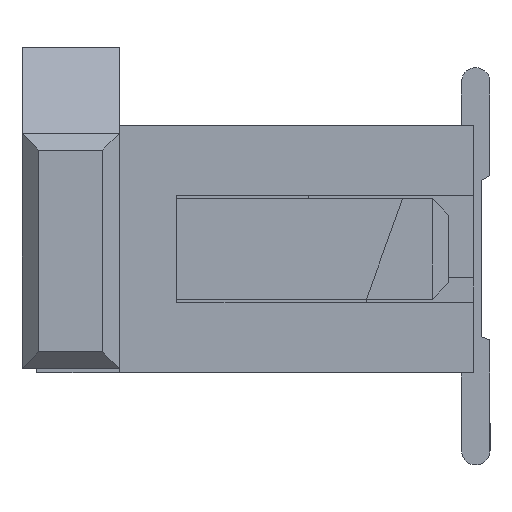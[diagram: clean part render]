
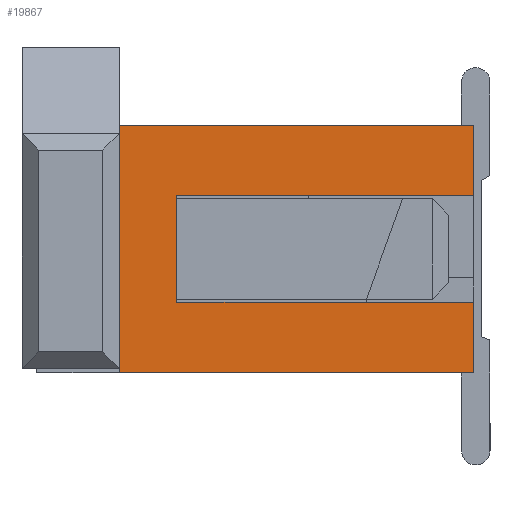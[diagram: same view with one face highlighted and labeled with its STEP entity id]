
A CAD part, left-side view. The second image highlights one B-rep face of the part: STEP entity #19867.
In plain terms, the highlighted planar face has unit normal (-1, 0, 0).
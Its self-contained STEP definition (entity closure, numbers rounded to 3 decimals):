
#473=PLANE('',#21123);
#1417=FACE_OUTER_BOUND('',#2395,.T.);
#2395=EDGE_LOOP('',(#16435,#16436,#16437,#16438,#16439,#16440,#16441,#16442));
#4185=LINE('',#30057,#6819);
#4197=LINE('',#30082,#6831);
#4200=LINE('',#30087,#6834);
#4206=LINE('',#30099,#6840);
#4207=LINE('',#30101,#6841);
#4208=LINE('',#30102,#6842);
#4209=LINE('',#30104,#6843);
#4210=LINE('',#30105,#6844);
#6819=VECTOR('',#24545,1000.);
#6831=VECTOR('',#24563,1000.);
#6834=VECTOR('',#24566,1000.);
#6840=VECTOR('',#24574,1000.);
#6841=VECTOR('',#24575,1000.);
#6842=VECTOR('',#24576,1000.);
#6843=VECTOR('',#24577,1000.);
#6844=VECTOR('',#24578,1000.);
#9493=VERTEX_POINT('',#30054);
#9494=VERTEX_POINT('',#30056);
#9503=VERTEX_POINT('',#30080);
#9504=VERTEX_POINT('',#30081);
#9506=VERTEX_POINT('',#30086);
#9511=VERTEX_POINT('',#30098);
#9512=VERTEX_POINT('',#30100);
#9513=VERTEX_POINT('',#30103);
#11939=EDGE_CURVE('',#9493,#9494,#4185,.T.);
#11951=EDGE_CURVE('',#9503,#9504,#4197,.T.);
#11954=EDGE_CURVE('',#9494,#9506,#4200,.T.);
#11960=EDGE_CURVE('',#9503,#9511,#4206,.T.);
#11961=EDGE_CURVE('',#9511,#9512,#4207,.T.);
#11962=EDGE_CURVE('',#9512,#9506,#4208,.T.);
#11963=EDGE_CURVE('',#9493,#9513,#4209,.T.);
#11964=EDGE_CURVE('',#9513,#9504,#4210,.T.);
#16435=ORIENTED_EDGE('',*,*,#11951,.F.);
#16436=ORIENTED_EDGE('',*,*,#11960,.T.);
#16437=ORIENTED_EDGE('',*,*,#11961,.T.);
#16438=ORIENTED_EDGE('',*,*,#11962,.T.);
#16439=ORIENTED_EDGE('',*,*,#11954,.F.);
#16440=ORIENTED_EDGE('',*,*,#11939,.F.);
#16441=ORIENTED_EDGE('',*,*,#11963,.T.);
#16442=ORIENTED_EDGE('',*,*,#11964,.T.);
#19867=ADVANCED_FACE('',(#1417),#473,.T.);
#21123=AXIS2_PLACEMENT_3D('',#30097,#24572,#24573);
#24545=DIRECTION('',(0.,-1.,0.));
#24563=DIRECTION('',(0.,0.,-1.));
#24566=DIRECTION('',(0.,0.,-1.));
#24572=DIRECTION('center_axis',(-1.,0.,0.));
#24573=DIRECTION('ref_axis',(0.,0.,1.));
#24574=DIRECTION('',(0.,1.,0.));
#24575=DIRECTION('',(0.,0.,1.));
#24576=DIRECTION('',(0.,-1.,0.));
#24577=DIRECTION('',(0.,0.,-1.));
#24578=DIRECTION('',(0.,-1.,0.));
#30054=CARTESIAN_POINT('',(-10.3,4.3,1.5));
#30056=CARTESIAN_POINT('',(-10.3,0.,1.5));
#30057=CARTESIAN_POINT('',(-10.3,2.15,1.5));
#30080=CARTESIAN_POINT('',(-10.3,0.,-0.65));
#30081=CARTESIAN_POINT('',(-10.3,0.,-1.5));
#30082=CARTESIAN_POINT('',(-10.3,0.,0.));
#30086=CARTESIAN_POINT('',(-10.3,0.,0.65));
#30087=CARTESIAN_POINT('',(-10.3,0.,0.));
#30097=CARTESIAN_POINT('Origin',(-10.3,-0.001,-1.501));
#30098=CARTESIAN_POINT('',(-10.3,3.6,-0.65));
#30099=CARTESIAN_POINT('',(-10.3,2.15,-0.65));
#30100=CARTESIAN_POINT('',(-10.3,3.6,0.65));
#30101=CARTESIAN_POINT('',(-10.3,3.6,0.));
#30102=CARTESIAN_POINT('',(-10.3,2.15,0.65));
#30103=CARTESIAN_POINT('',(-10.3,4.3,-1.5));
#30104=CARTESIAN_POINT('',(-10.3,4.3,0.));
#30105=CARTESIAN_POINT('',(-10.3,2.15,-1.5));
